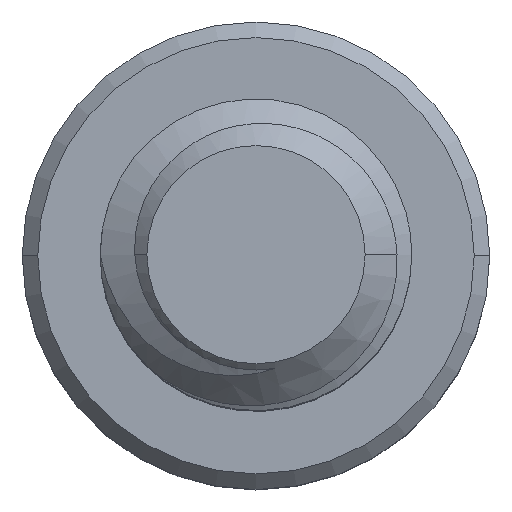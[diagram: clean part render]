
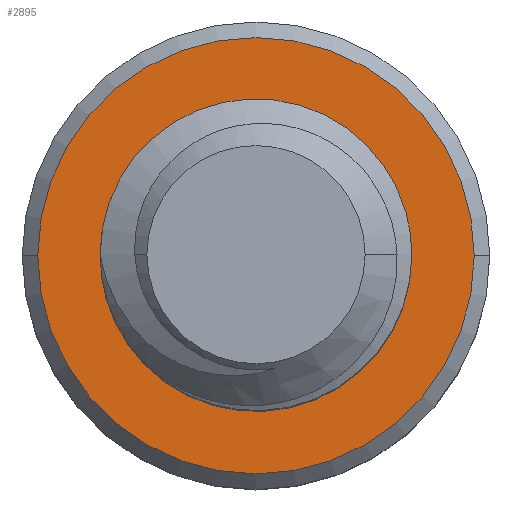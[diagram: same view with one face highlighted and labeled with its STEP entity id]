
A CAD part, top view. The second image highlights one B-rep face of the part: STEP entity #2895.
In plain terms, the highlighted planar face has unit normal (0, 0, 1).
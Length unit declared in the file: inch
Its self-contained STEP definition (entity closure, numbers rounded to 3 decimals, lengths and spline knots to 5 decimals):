
#111 = EDGE_LOOP ( 'NONE', ( #431, #433, #599, #416 ) ) ;
#161 = FACE_BOUND ( 'NONE', #111, .T. ) ;
#169 = FACE_OUTER_BOUND ( 'NONE', #695, .T. ) ;
#332 = CIRCLE ( 'NONE', #936, 0.09252 ) ;
#342 = CIRCLE ( 'NONE', #984, 0.125 ) ;
#360 = CIRCLE ( 'NONE', #906, 0.175 ) ;
#366 = CIRCLE ( 'NONE', #998, 0.175 ) ;
#416 = ORIENTED_EDGE ( 'NONE', *, *, #943, .T. ) ;
#430 = ORIENTED_EDGE ( 'NONE', *, *, #890, .T. ) ;
#431 = ORIENTED_EDGE ( 'NONE', *, *, #919, .F. ) ;
#433 = ORIENTED_EDGE ( 'NONE', *, *, #996, .T. ) ;
#599 = ORIENTED_EDGE ( 'NONE', *, *, #938, .T. ) ;
#656 = ORIENTED_EDGE ( 'NONE', *, *, #865, .T. ) ;
#695 = EDGE_LOOP ( 'NONE', ( #656, #430 ) ) ;
#790 = AXIS2_PLACEMENT_3D ( 'NONE', #1932, #2040, #1964 ) ;
#865 = EDGE_CURVE ( 'NONE', #3139, #3204, #366, .T. ) ;
#890 = EDGE_CURVE ( 'NONE', #3204, #3139, #360, .T. ) ;
#906 = AXIS2_PLACEMENT_3D ( 'NONE', #1272, #1670, #1617 ) ;
#919 = EDGE_CURVE ( 'NONE', #3155, #3203, #342, .T. ) ;
#936 = AXIS2_PLACEMENT_3D ( 'NONE', #1339, #1321, #1320 ) ;
#938 = EDGE_CURVE ( 'NONE', #2954, #2961, #332, .T. ) ;
#943 = EDGE_CURVE ( 'NONE', #2961, #3203, #1759, .T. ) ;
#984 = AXIS2_PLACEMENT_3D ( 'NONE', #1497, #1481, #1480 ) ;
#996 = EDGE_CURVE ( 'NONE', #3155, #2954, #1763, .T. ) ;
#998 = AXIS2_PLACEMENT_3D ( 'NONE', #1472, #1495, #1505 ) ;
#1272 = CARTESIAN_POINT ( 'NONE',  ( 0., 0., -0.5 ) ) ;
#1274 = CARTESIAN_POINT ( 'NONE',  ( -0.08758, 0.08919, -0.5 ) ) ;
#1275 = CARTESIAN_POINT ( 'NONE',  ( -0.09445, 0.08075, -0.5 ) ) ;
#1276 = CARTESIAN_POINT ( 'NONE',  ( -0.1002, 0.07146, -0.5 ) ) ;
#1277 = CARTESIAN_POINT ( 'NONE',  ( -0.10916, 0.0519, -0.5 ) ) ;
#1278 = CARTESIAN_POINT ( 'NONE',  ( -0.11231, 0.04133, -0.5 ) ) ;
#1281 = CARTESIAN_POINT ( 'NONE',  ( -0.11465, 0.02537, -0.5 ) ) ;
#1282 = CARTESIAN_POINT ( 'NONE',  ( -0.11505, 0.02001, -0.5 ) ) ;
#1283 = CARTESIAN_POINT ( 'NONE',  ( -0.11509, 0.0092, -0.5 ) ) ;
#1284 = CARTESIAN_POINT ( 'NONE',  ( -0.11471, 0.00373, -0.5 ) ) ;
#1285 = CARTESIAN_POINT ( 'NONE',  ( -0.11245, -0.0123, -0.5 ) ) ;
#1286 = CARTESIAN_POINT ( 'NONE',  ( -0.10943, -0.02273, -0.5 ) ) ;
#1288 = CARTESIAN_POINT ( 'NONE',  ( -0.10045, -0.0425, -0.5 ) ) ;
#1289 = CARTESIAN_POINT ( 'NONE',  ( -0.09465, -0.05169, -0.5 ) ) ;
#1290 = CARTESIAN_POINT ( 'NONE',  ( -0.08029, -0.06799, -0.5 ) ) ;
#1291 = CARTESIAN_POINT ( 'NONE',  ( -0.07191, -0.07485, -0.5 ) ) ;
#1292 = CARTESIAN_POINT ( 'NONE',  ( -0.05305, -0.08569, -0.5 ) ) ;
#1293 = CARTESIAN_POINT ( 'NONE',  ( -0.04295, -0.08948, -0.5 ) ) ;
#1295 = CARTESIAN_POINT ( 'NONE',  ( -0.02156, -0.09367, -0.5 ) ) ;
#1296 = CARTESIAN_POINT ( 'NONE',  ( -0.01081, -0.09398, -0.5 ) ) ;
#1315 = CARTESIAN_POINT ( 'NONE',  ( 0., -0.09252, -0.5 ) ) ;
#1320 = DIRECTION ( 'NONE',  ( 1., 0., 0. ) ) ;
#1321 = DIRECTION ( 'NONE',  ( 0., 0., -1. ) ) ;
#1339 = CARTESIAN_POINT ( 'NONE',  ( 0., 0., -0.5 ) ) ;
#1472 = CARTESIAN_POINT ( 'NONE',  ( 0., 0., -0.5 ) ) ;
#1480 = DIRECTION ( 'NONE',  ( 1., 0., 0. ) ) ;
#1481 = DIRECTION ( 'NONE',  ( 0., 0., 1. ) ) ;
#1495 = DIRECTION ( 'NONE',  ( 0., 0., 1. ) ) ;
#1497 = CARTESIAN_POINT ( 'NONE',  ( 0., 0., -0.5 ) ) ;
#1505 = DIRECTION ( 'NONE',  ( -1., 0., 0. ) ) ;
#1617 = DIRECTION ( 'NONE',  ( -1., 0., 0. ) ) ;
#1670 = DIRECTION ( 'NONE',  ( 0., 0., 1. ) ) ;
#1759 = B_SPLINE_CURVE_WITH_KNOTS ( 'NONE', 3,
 ( #1315, #1296, #1295, #1293, #1292, #1291, #1290, #1289, #1288, #1286, #1285, #1284, #1283, #1282, #1281, #1278, #1277, #1276, #1275, #1274 ),
 .UNSPECIFIED., .F., .F.,
 ( 4, 2, 2, 2, 2, 2, 2, 2, 2, 4 ),
 ( 0., 0.00082, 0.00164, 0.00246, 0.00328, 0.0041, 0.00451, 0.00492, 0.00574, 0.00656 ),
 .UNSPECIFIED. ) ;
#1763 = B_SPLINE_CURVE_WITH_KNOTS ( 'NONE', 3,
 ( #2807, #2801, #2802, #2777, #2804, #2805, #2803, #2787, #2788, #2789, #2796, #2795, #2794, #2797, #2799, #2792, #2800, #2793, #2798, #2791, #2790, #2781, #2778, #2782 ),
 .UNSPECIFIED., .F., .F.,
 ( 4, 2, 2, 2, 2, 2, 2, 2, 2, 2, 2, 4 ),
 ( 0., 0.00082, 0.00123, 0.00164, 0.00246, 0.00287, 0.00328, 0.00368, 0.00409, 0.00491, 0.00573, 0.00655 ),
 .UNSPECIFIED. ) ;
#1805 = CARTESIAN_POINT ( 'NONE',  ( -0.08758, 0.08919, -0.5 ) ) ;
#1932 = CARTESIAN_POINT ( 'NONE',  ( 0., 0., -0.5 ) ) ;
#1964 = DIRECTION ( 'NONE',  ( -1., 0., 0. ) ) ;
#1966 = CARTESIAN_POINT ( 'NONE',  ( -0.175, 0., -0.5 ) ) ;
#1970 = CARTESIAN_POINT ( 'NONE',  ( 0.175, 0., -0.5 ) ) ;
#2003 = CARTESIAN_POINT ( 'NONE',  ( 0., 0.125, -0.5 ) ) ;
#2038 = PLANE ( 'NONE',  #790 ) ;
#2040 = DIRECTION ( 'NONE',  ( 0., 0., -1. ) ) ;
#2046 = CARTESIAN_POINT ( 'NONE',  ( 0., -0.09252, -0.5 ) ) ;
#2061 = CARTESIAN_POINT ( 'NONE',  ( 0.06483, -0.06602, -0.5 ) ) ;
#2777 = CARTESIAN_POINT ( 'NONE',  ( 0.03638, 0.11544, -0.5 ) ) ;
#2778 = CARTESIAN_POINT ( 'NONE',  ( 0.07368, -0.05961, -0.5 ) ) ;
#2781 = CARTESIAN_POINT ( 'NONE',  ( 0.08107, -0.05172, -0.5 ) ) ;
#2782 = CARTESIAN_POINT ( 'NONE',  ( 0.06483, -0.06602, -0.5 ) ) ;
#2787 = CARTESIAN_POINT ( 'NONE',  ( 0.06804, 0.09503, -0.5 ) ) ;
#2788 = CARTESIAN_POINT ( 'NONE',  ( 0.07579, 0.08719, -0.5 ) ) ;
#2789 = CARTESIAN_POINT ( 'NONE',  ( 0.08544, 0.07427, -0.5 ) ) ;
#2790 = CARTESIAN_POINT ( 'NONE',  ( 0.09316, -0.03361, -0.5 ) ) ;
#2791 = CARTESIAN_POINT ( 'NONE',  ( 0.09765, -0.02383, -0.5 ) ) ;
#2792 = CARTESIAN_POINT ( 'NONE',  ( 0.10331, 0.02957, -0.5 ) ) ;
#2793 = CARTESIAN_POINT ( 'NONE',  ( 0.10471, 0.00788, -0.5 ) ) ;
#2794 = CARTESIAN_POINT ( 'NONE',  ( 0.0959, 0.0553, -0.5 ) ) ;
#2795 = CARTESIAN_POINT ( 'NONE',  ( 0.09358, 0.06027, -0.5 ) ) ;
#2796 = CARTESIAN_POINT ( 'NONE',  ( 0.08836, 0.06975, -0.5 ) ) ;
#2797 = CARTESIAN_POINT ( 'NONE',  ( 0.09967, 0.04523, -0.5 ) ) ;
#2798 = CARTESIAN_POINT ( 'NONE',  ( 0.1035, -0.00282, -0.5 ) ) ;
#2799 = CARTESIAN_POINT ( 'NONE',  ( 0.10115, 0.04009, -0.5 ) ) ;
#2800 = CARTESIAN_POINT ( 'NONE',  ( 0.10399, 0.02415, -0.5 ) ) ;
#2801 = CARTESIAN_POINT ( 'NONE',  ( 0.01085, 0.12392, -0.5 ) ) ;
#2802 = CARTESIAN_POINT ( 'NONE',  ( 0.02129, 0.12138, -0.5 ) ) ;
#2803 = CARTESIAN_POINT ( 'NONE',  ( 0.05521, 0.10481, -0.5 ) ) ;
#2804 = CARTESIAN_POINT ( 'NONE',  ( 0.04133, 0.11308, -0.5 ) ) ;
#2805 = CARTESIAN_POINT ( 'NONE',  ( 0.05073, 0.10777, -0.5 ) ) ;
#2807 = CARTESIAN_POINT ( 'NONE',  ( 0., 0.125, -0.5 ) ) ;
#2895 = ADVANCED_FACE ( 'NONE', ( #169, #161 ), #2038, .F. ) ;
#2954 = VERTEX_POINT ( 'NONE', #2061 ) ;
#2961 = VERTEX_POINT ( 'NONE', #2046 ) ;
#3139 = VERTEX_POINT ( 'NONE', #1966 ) ;
#3155 = VERTEX_POINT ( 'NONE', #2003 ) ;
#3203 = VERTEX_POINT ( 'NONE', #1805 ) ;
#3204 = VERTEX_POINT ( 'NONE', #1970 ) ;
